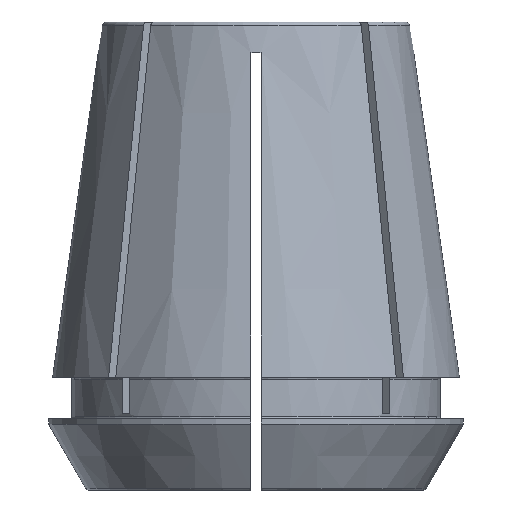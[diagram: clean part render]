
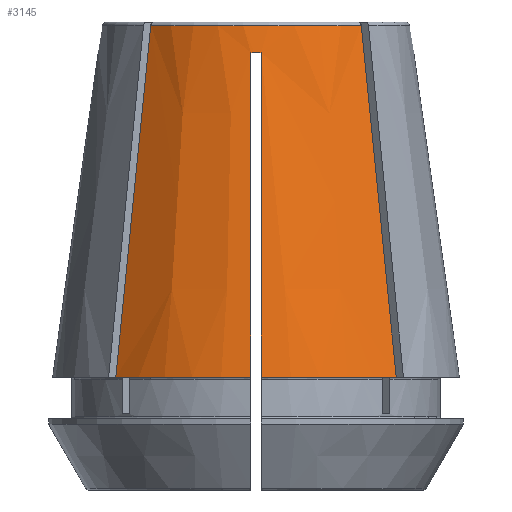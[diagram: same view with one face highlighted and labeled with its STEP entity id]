
A CAD part, left-side view. The second image highlights one B-rep face of the part: STEP entity #3145.
In plain terms, the highlighted conical face has half-angle 8 degrees and reference radius 15.095 mm.
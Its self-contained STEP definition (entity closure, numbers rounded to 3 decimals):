
#28=CONICAL_SURFACE('',#3418,15.095,0.14);
#146=CIRCLE('',#3299,15.517);
#220=CIRCLE('',#3419,15.144);
#221=CIRCLE('',#3420,20.);
#222=CIRCLE('',#3421,20.);
#1178=ORIENTED_EDGE('',*,*,#2084,.F.);
#1179=ORIENTED_EDGE('',*,*,#2085,.T.);
#1180=ORIENTED_EDGE('',*,*,#2086,.T.);
#1181=ORIENTED_EDGE('',*,*,#1920,.F.);
#1182=ORIENTED_EDGE('',*,*,#1917,.F.);
#1183=ORIENTED_EDGE('',*,*,#1959,.T.);
#1184=ORIENTED_EDGE('',*,*,#2087,.T.);
#1185=ORIENTED_EDGE('',*,*,#1912,.F.);
#1912=EDGE_CURVE('',#2407,#2408,#2625,.T.);
#1917=EDGE_CURVE('',#2412,#2413,#146,.T.);
#1920=EDGE_CURVE('',#2413,#2415,#2627,.T.);
#1959=EDGE_CURVE('',#2412,#2452,#2640,.T.);
#2084=EDGE_CURVE('',#2521,#2407,#220,.T.);
#2085=EDGE_CURVE('',#2521,#2522,#2666,.T.);
#2086=EDGE_CURVE('',#2522,#2415,#221,.T.);
#2087=EDGE_CURVE('',#2452,#2408,#222,.T.);
#2407=VERTEX_POINT('',#5061);
#2408=VERTEX_POINT('',#5069);
#2412=VERTEX_POINT('',#5081);
#2413=VERTEX_POINT('',#5083);
#2415=VERTEX_POINT('',#5098);
#2452=VERTEX_POINT('',#5210);
#2521=VERTEX_POINT('',#5542);
#2522=VERTEX_POINT('',#5550);
#2625=B_SPLINE_CURVE_WITH_KNOTS('',3,(#5062,#5063,#5064,#5065,#5066,#5067,
#5068),.UNSPECIFIED.,.F.,.F.,(4,3,4),(0.,0.027,
0.035),.UNSPECIFIED.);
#2627=B_SPLINE_CURVE_WITH_KNOTS('',3,(#5088,#5089,#5090,#5091,#5092,#5093,
#5094,#5095,#5096,#5097),.UNSPECIFIED.,.F.,.F.,(4,3,3,4),(0.024,
0.028,0.056,0.057),.UNSPECIFIED.);
#2640=B_SPLINE_CURVE_WITH_KNOTS('',3,(#5211,#5212,#5213,#5214,#5215,#5216,
#5217,#5218,#5219,#5220),.UNSPECIFIED.,.F.,.F.,(4,3,3,4),(0.024,
0.028,0.056,0.057),.UNSPECIFIED.);
#2666=B_SPLINE_CURVE_WITH_KNOTS('',3,(#5543,#5544,#5545,#5546,#5547,#5548,
#5549),.UNSPECIFIED.,.F.,.F.,(4,3,4),(0.,0.027,
0.035),.UNSPECIFIED.);
#2749=EDGE_LOOP('',(#1178,#1179,#1180,#1181,#1182,#1183,#1184,#1185));
#2917=FACE_BOUND('',#2749,.T.);
#3145=ADVANCED_FACE('',(#2917),#28,.T.);
#3299=AXIS2_PLACEMENT_3D('',#5082,#3799,#3800);
#3418=AXIS2_PLACEMENT_3D('',#5540,#4091,#4092);
#3419=AXIS2_PLACEMENT_3D('',#5541,#4093,#4094);
#3420=AXIS2_PLACEMENT_3D('',#5551,#4095,#4096);
#3421=AXIS2_PLACEMENT_3D('',#5552,#4097,#4098);
#3799=DIRECTION('',(0.,0.,-1.));
#3800=DIRECTION('',(-1.,0.,0.));
#4091=DIRECTION('',(0.,0.,-1.));
#4092=DIRECTION('',(-1.,0.,0.));
#4093=DIRECTION('',(0.,0.,1.));
#4094=DIRECTION('',(1.,0.,0.));
#4095=DIRECTION('',(0.,0.,1.));
#4096=DIRECTION('',(1.,0.,0.));
#4097=DIRECTION('',(0.,0.,1.));
#4098=DIRECTION('',(1.,0.,0.));
#5061=CARTESIAN_POINT('',(-11.056,-10.349,38.656));
#5062=CARTESIAN_POINT('',(-11.056,-10.349,38.656));
#5063=CARTESIAN_POINT('',(-11.928,-11.221,29.88));
#5064=CARTESIAN_POINT('',(-12.801,-12.094,21.104));
#5065=CARTESIAN_POINT('',(-13.673,-12.966,12.328));
#5066=CARTESIAN_POINT('',(-13.946,-13.239,9.585));
#5067=CARTESIAN_POINT('',(-14.219,-13.512,6.843));
#5068=CARTESIAN_POINT('',(-14.491,-13.784,4.1));
#5069=CARTESIAN_POINT('',(-14.491,-13.784,4.1));
#5081=CARTESIAN_POINT('',(-15.509,-0.5,36.));
#5082=CARTESIAN_POINT('',(0.,0.,36.));
#5083=CARTESIAN_POINT('',(-15.509,0.5,36.));
#5088=CARTESIAN_POINT('',(-15.509,0.5,36.));
#5089=CARTESIAN_POINT('',(-15.689,0.5,34.72));
#5090=CARTESIAN_POINT('',(-15.869,0.5,33.44));
#5091=CARTESIAN_POINT('',(-16.049,0.5,32.16));
#5092=CARTESIAN_POINT('',(-17.357,0.5,22.855));
#5093=CARTESIAN_POINT('',(-18.665,0.5,13.55));
#5094=CARTESIAN_POINT('',(-19.973,0.5,4.245));
#5095=CARTESIAN_POINT('',(-19.98,0.5,4.197));
#5096=CARTESIAN_POINT('',(-19.987,0.5,4.148));
#5097=CARTESIAN_POINT('',(-19.994,0.5,4.1));
#5098=CARTESIAN_POINT('',(-19.994,0.5,4.1));
#5210=CARTESIAN_POINT('',(-19.994,-0.5,4.1));
#5211=CARTESIAN_POINT('',(-15.509,-0.5,36.));
#5212=CARTESIAN_POINT('',(-15.689,-0.5,34.72));
#5213=CARTESIAN_POINT('',(-15.869,-0.5,33.44));
#5214=CARTESIAN_POINT('',(-16.049,-0.5,32.16));
#5215=CARTESIAN_POINT('',(-17.357,-0.5,22.855));
#5216=CARTESIAN_POINT('',(-18.665,-0.5,13.55));
#5217=CARTESIAN_POINT('',(-19.973,-0.5,4.245));
#5218=CARTESIAN_POINT('',(-19.98,-0.5,4.197));
#5219=CARTESIAN_POINT('',(-19.987,-0.5,4.148));
#5220=CARTESIAN_POINT('',(-19.994,-0.5,4.1));
#5540=CARTESIAN_POINT('',(0.,0.,39.));
#5541=CARTESIAN_POINT('',(0.,0.,38.656));
#5542=CARTESIAN_POINT('',(-11.056,10.349,38.656));
#5543=CARTESIAN_POINT('',(-11.056,10.349,38.656));
#5544=CARTESIAN_POINT('',(-11.928,11.221,29.88));
#5545=CARTESIAN_POINT('',(-12.801,12.094,21.104));
#5546=CARTESIAN_POINT('',(-13.673,12.966,12.328));
#5547=CARTESIAN_POINT('',(-13.946,13.239,9.585));
#5548=CARTESIAN_POINT('',(-14.219,13.512,6.843));
#5549=CARTESIAN_POINT('',(-14.491,13.784,4.1));
#5550=CARTESIAN_POINT('',(-14.491,13.784,4.1));
#5551=CARTESIAN_POINT('',(0.,0.,4.1));
#5552=CARTESIAN_POINT('',(0.,0.,4.1));
